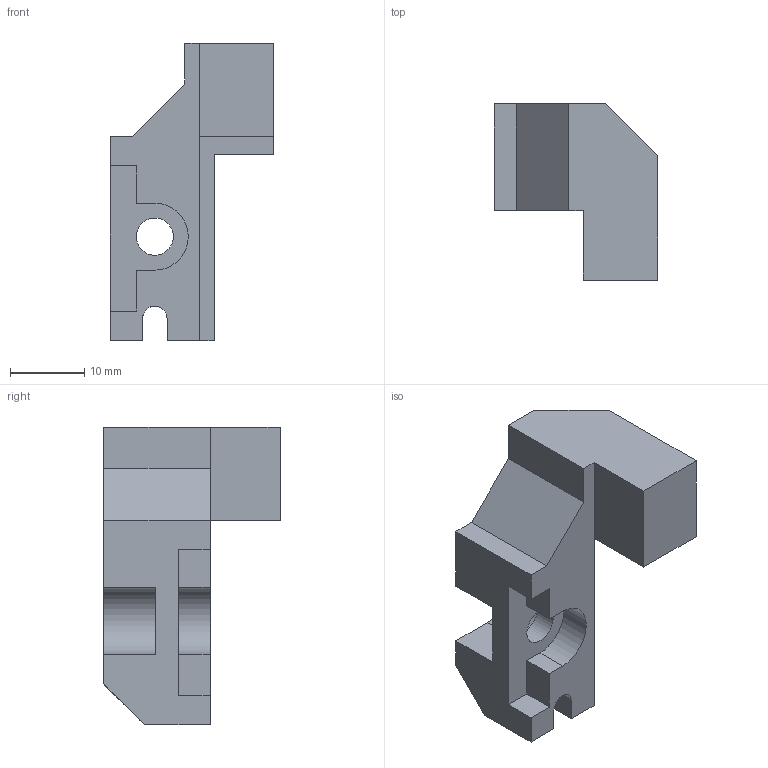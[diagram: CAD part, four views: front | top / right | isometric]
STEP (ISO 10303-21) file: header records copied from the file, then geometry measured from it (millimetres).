
FILE_DESCRIPTION(/* description */ (''),/* implementation_level */ '2;1');
FILE_NAME(/* name */ 'OBS-C-003 v19.step',/* time_stamp */ '2020-02-16T22:40:22+01:00',/* author */ (''),/* organization */ (''),/* preprocessor_version */ 'ST-DEVELOPER v18',/* originating_system */ 'Autodesk Translation Framework v8.12.0.6',/* authorisation */ '');
FILE_SCHEMA (('AUTOMOTIVE_DESIGN { 1 0 10303 214 3 1 1 }'));
Length unit declared in the file: millimetre
Products named in the file (1): OBS-C-003
Bounding box: 22 x 23.7 x 40 mm (x, y, z)
Volume: 6877.7 mm3; surface area: 3346 mm2
Topology: 1 solids, 1 shells, 40 faces, 112 edges, 74 vertices
Faces by surface type: plane 36, cylinder 4
Full cylindrical faces by diameter (mm): 5 x1
Entity records: 1305 total; most frequent: CARTESIAN_POINT 227, ORIENTED_EDGE 224, DIRECTION 202, EDGE_CURVE 112, LINE 104, VECTOR 104, VERTEX_POINT 74, AXIS2_PLACEMENT_3D 49
